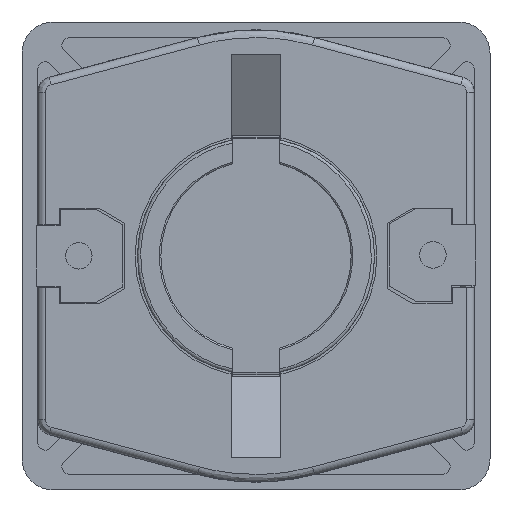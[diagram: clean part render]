
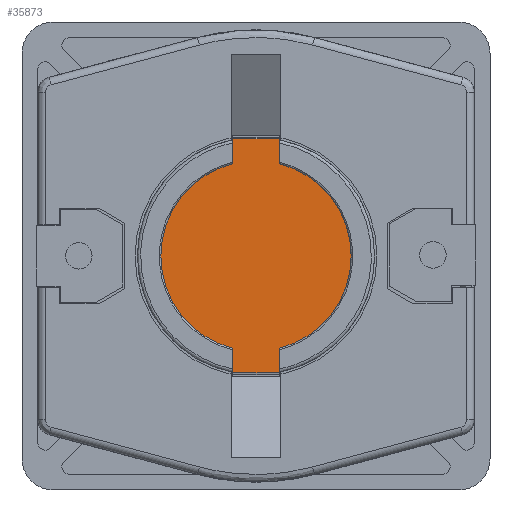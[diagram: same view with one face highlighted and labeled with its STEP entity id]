
A CAD part, left-side view. The second image highlights one B-rep face of the part: STEP entity #35873.
In plain terms, the highlighted planar face has unit normal (-1, 0, 0).
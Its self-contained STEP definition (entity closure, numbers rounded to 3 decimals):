
#792 = VECTOR ( 'NONE', #26565, 1000. ) ;
#877 = DIRECTION ( 'NONE',  ( 1., 0., 0. ) ) ;
#969 = VECTOR ( 'NONE', #59048, 1000. ) ;
#2170 = VECTOR ( 'NONE', #11034, 1000. ) ;
#3311 = LINE ( 'NONE', #14043, #55580 ) ;
#3782 = VECTOR ( 'NONE', #60115, 1000. ) ;
#3841 = CARTESIAN_POINT ( 'NONE',  ( 121.675, 239.146, -35.752 ) ) ;
#4528 = ORIENTED_EDGE ( 'NONE', *, *, #59729, .F. ) ;
#4603 = LINE ( 'NONE', #56891, #15224 ) ;
#4679 = VERTEX_POINT ( 'NONE', #33573 ) ;
#5152 = CIRCLE ( 'NONE', #34630, 6.1 ) ;
#5303 = VERTEX_POINT ( 'NONE', #31313 ) ;
#6412 = VERTEX_POINT ( 'NONE', #29794 ) ;
#7285 = VERTEX_POINT ( 'NONE', #13720 ) ;
#7565 = DIRECTION ( 'NONE',  ( 0., 1., 0. ) ) ;
#9356 = LINE ( 'NONE', #3841, #3782 ) ;
#9770 = ORIENTED_EDGE ( 'NONE', *, *, #39666, .F. ) ;
#10591 = EDGE_CURVE ( 'NONE', #17526, #4679, #53179, .T. ) ;
#11013 = EDGE_CURVE ( 'NONE', #22041, #17582, #5152, .T. ) ;
#11034 = DIRECTION ( 'NONE',  ( 0., 0., 1. ) ) ;
#12171 = LINE ( 'NONE', #49397, #56293 ) ;
#13720 = CARTESIAN_POINT ( 'NONE',  ( 121.675, 242.146, -22.239 ) ) ;
#13734 = CARTESIAN_POINT ( 'NONE',  ( 121.675, 242.146, -20.701 ) ) ;
#14042 = VECTOR ( 'NONE', #23832, 1000. ) ;
#14043 = CARTESIAN_POINT ( 'NONE',  ( 121.675, 242.146, -35.752 ) ) ;
#14083 = CARTESIAN_POINT ( 'NONE',  ( 121.675, 242.146, -35.602 ) ) ;
#14621 = CARTESIAN_POINT ( 'NONE',  ( 121.675, 242.146, -35.752 ) ) ;
#15224 = VECTOR ( 'NONE', #42453, 1000. ) ;
#15957 = CARTESIAN_POINT ( 'NONE',  ( 121.675, 242.146, -35.752 ) ) ;
#16420 = CARTESIAN_POINT ( 'NONE',  ( 121.675, 239.146, -35.752 ) ) ;
#17526 = VERTEX_POINT ( 'NONE', #13734 ) ;
#17582 = VERTEX_POINT ( 'NONE', #29122 ) ;
#18104 = VECTOR ( 'NONE', #57425, 1000. ) ;
#21084 = CARTESIAN_POINT ( 'NONE',  ( 121.675, 240.646, -35.752 ) ) ;
#21089 = DIRECTION ( 'NONE',  ( 0., 0., -1. ) ) ;
#21818 = CARTESIAN_POINT ( 'NONE',  ( 121.675, 241.396, -20.652 ) ) ;
#22041 = VERTEX_POINT ( 'NONE', #43043 ) ;
#23578 = VERTEX_POINT ( 'NONE', #60504 ) ;
#23705 = EDGE_CURVE ( 'NONE', #30373, #30838, #28840, .T. ) ;
#23832 = DIRECTION ( 'NONE',  ( 0., 0., 1. ) ) ;
#26491 = EDGE_CURVE ( 'NONE', #30838, #50951, #3311, .T. ) ;
#26565 = DIRECTION ( 'NONE',  ( 0., 0., -1. ) ) ;
#27862 = EDGE_CURVE ( 'NONE', #5303, #30373, #12171, .T. ) ;
#28840 = LINE ( 'NONE', #38680, #18104 ) ;
#29122 = CARTESIAN_POINT ( 'NONE',  ( 121.675, 239.146, -34.064 ) ) ;
#29794 = CARTESIAN_POINT ( 'NONE',  ( 121.675, 239.146, -20.701 ) ) ;
#30330 = DIRECTION ( 'NONE',  ( 0., 0., -1. ) ) ;
#30373 = VERTEX_POINT ( 'NONE', #31213 ) ;
#30838 = VERTEX_POINT ( 'NONE', #14083 ) ;
#30962 = CARTESIAN_POINT ( 'NONE',  ( 121.675, 240.646, -28.152 ) ) ;
#31213 = CARTESIAN_POINT ( 'NONE',  ( 121.675, 242.146, -35.652 ) ) ;
#31313 = CARTESIAN_POINT ( 'NONE',  ( 121.675, 239.146, -35.652 ) ) ;
#31560 = DIRECTION ( 'NONE',  ( 1., 0., 0. ) ) ;
#31653 = ORIENTED_EDGE ( 'NONE', *, *, #49700, .F. ) ;
#33573 = CARTESIAN_POINT ( 'NONE',  ( 121.675, 242.146, -20.652 ) ) ;
#33823 = FACE_OUTER_BOUND ( 'NONE', #43002, .T. ) ;
#33994 = VERTEX_POINT ( 'NONE', #44392 ) ;
#34630 = AXIS2_PLACEMENT_3D ( 'NONE', #30962, #31560, #21089 ) ;
#34646 = ORIENTED_EDGE ( 'NONE', *, *, #10591, .F. ) ;
#35873 = ADVANCED_FACE ( 'NONE', ( #33823 ), #57178, .F. ) ;
#36886 = ORIENTED_EDGE ( 'NONE', *, *, #27862, .F. ) ;
#37751 = ORIENTED_EDGE ( 'NONE', *, *, #26491, .F. ) ;
#38249 = ORIENTED_EDGE ( 'NONE', *, *, #23705, .F. ) ;
#38680 = CARTESIAN_POINT ( 'NONE',  ( 121.675, 242.146, -35.752 ) ) ;
#38911 = CIRCLE ( 'NONE', #45797, 6.1 ) ;
#38926 = ORIENTED_EDGE ( 'NONE', *, *, #60802, .F. ) ;
#38932 = LINE ( 'NONE', #14621, #14042 ) ;
#39219 = CARTESIAN_POINT ( 'NONE',  ( 121.675, 240.646, -28.152 ) ) ;
#39666 = EDGE_CURVE ( 'NONE', #7285, #17526, #38932, .T. ) ;
#42453 = DIRECTION ( 'NONE',  ( 0., 0., -1. ) ) ;
#43002 = EDGE_LOOP ( 'NONE', ( #34646, #9770, #60648, #37751, #38249, #36886, #58749, #56647, #58592, #4528, #31653, #38926 ) ) ;
#43043 = CARTESIAN_POINT ( 'NONE',  ( 121.675, 239.146, -22.239 ) ) ;
#43513 = DIRECTION ( 'NONE',  ( 0., 0., -1. ) ) ;
#44392 = CARTESIAN_POINT ( 'NONE',  ( 121.675, 239.146, -35.602 ) ) ;
#44791 = DIRECTION ( 'NONE',  ( 0., 1., 0. ) ) ;
#45797 = AXIS2_PLACEMENT_3D ( 'NONE', #39219, #49034, #43513 ) ;
#46652 = DIRECTION ( 'NONE',  ( 0., 0., 1. ) ) ;
#47074 = AXIS2_PLACEMENT_3D ( 'NONE', #21084, #877, #7565 ) ;
#47205 = EDGE_CURVE ( 'NONE', #33994, #5303, #48773, .T. ) ;
#48773 = LINE ( 'NONE', #54297, #60130 ) ;
#49034 = DIRECTION ( 'NONE',  ( 1., 0., 0. ) ) ;
#49397 = CARTESIAN_POINT ( 'NONE',  ( 121.675, 241.396, -35.652 ) ) ;
#49700 = EDGE_CURVE ( 'NONE', #23578, #6412, #4603, .T. ) ;
#50683 = EDGE_CURVE ( 'NONE', #50951, #7285, #38911, .T. ) ;
#50951 = VERTEX_POINT ( 'NONE', #53800 ) ;
#53179 = LINE ( 'NONE', #15957, #2170 ) ;
#53800 = CARTESIAN_POINT ( 'NONE',  ( 121.675, 242.146, -34.064 ) ) ;
#54297 = CARTESIAN_POINT ( 'NONE',  ( 121.675, 239.146, -35.752 ) ) ;
#55321 = LINE ( 'NONE', #21818, #969 ) ;
#55580 = VECTOR ( 'NONE', #46652, 1000. ) ;
#56293 = VECTOR ( 'NONE', #44791, 1000. ) ;
#56647 = ORIENTED_EDGE ( 'NONE', *, *, #59535, .F. ) ;
#56891 = CARTESIAN_POINT ( 'NONE',  ( 121.675, 239.146, -35.752 ) ) ;
#57178 = PLANE ( 'NONE',  #47074 ) ;
#57425 = DIRECTION ( 'NONE',  ( 0., 0., 1. ) ) ;
#58254 = LINE ( 'NONE', #16420, #792 ) ;
#58592 = ORIENTED_EDGE ( 'NONE', *, *, #11013, .F. ) ;
#58749 = ORIENTED_EDGE ( 'NONE', *, *, #47205, .F. ) ;
#59048 = DIRECTION ( 'NONE',  ( 0., -1., 0. ) ) ;
#59535 = EDGE_CURVE ( 'NONE', #17582, #33994, #9356, .T. ) ;
#59729 = EDGE_CURVE ( 'NONE', #6412, #22041, #58254, .T. ) ;
#60115 = DIRECTION ( 'NONE',  ( 0., 0., -1. ) ) ;
#60130 = VECTOR ( 'NONE', #30330, 1000. ) ;
#60504 = CARTESIAN_POINT ( 'NONE',  ( 121.675, 239.146, -20.652 ) ) ;
#60648 = ORIENTED_EDGE ( 'NONE', *, *, #50683, .F. ) ;
#60802 = EDGE_CURVE ( 'NONE', #4679, #23578, #55321, .T. ) ;
